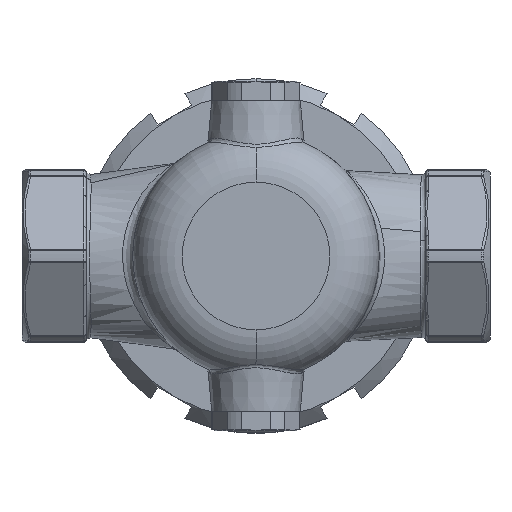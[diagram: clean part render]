
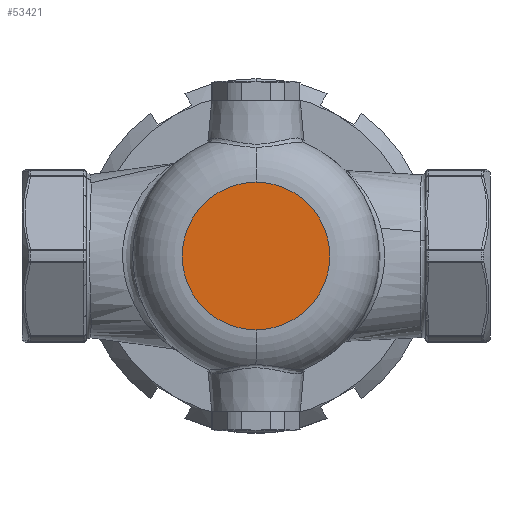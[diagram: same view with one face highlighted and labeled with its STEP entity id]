
A CAD part, front view. The second image highlights one B-rep face of the part: STEP entity #53421.
In plain terms, the highlighted planar face has unit normal (0, -1, 0).
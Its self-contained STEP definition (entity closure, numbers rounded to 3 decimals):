
#2552 = CARTESIAN_POINT ( 'NONE',  ( 0., -33.5, -15. ) ) ;
#5588 = CARTESIAN_POINT ( 'NONE',  ( 0., -33.5, 0. ) ) ;
#9524 = CARTESIAN_POINT ( 'NONE',  ( 0., -33.5, 15. ) ) ;
#11125 = AXIS2_PLACEMENT_3D ( 'NONE', #5588, #50338, #12016 ) ;
#11733 = ORIENTED_EDGE ( 'NONE', *, *, #27061, .F. ) ;
#12016 = DIRECTION ( 'NONE',  ( 0., 0., -1. ) ) ;
#14358 = DIRECTION ( 'NONE',  ( 0., -1., 0. ) ) ;
#16521 = AXIS2_PLACEMENT_3D ( 'NONE', #52661, #14358, #59070 ) ;
#19552 = CARTESIAN_POINT ( 'NONE',  ( 0., -33.5, 0. ) ) ;
#21378 = AXIS2_PLACEMENT_3D ( 'NONE', #19552, #64258, #25996 ) ;
#22199 = EDGE_CURVE ( 'NONE', #70032, #53026, #33355, .T. ) ;
#25996 = DIRECTION ( 'NONE',  ( 0., 0., -1. ) ) ;
#27061 = EDGE_CURVE ( 'NONE', #53026, #70032, #28777, .T. ) ;
#28777 = CIRCLE ( 'NONE', #11125, 15. ) ;
#30196 = FACE_OUTER_BOUND ( 'NONE', #32171, .T. ) ;
#32171 = EDGE_LOOP ( 'NONE', ( #11733, #68310 ) ) ;
#33355 = CIRCLE ( 'NONE', #21378, 15. ) ;
#50338 = DIRECTION ( 'NONE',  ( 0., 1., 0. ) ) ;
#52661 = CARTESIAN_POINT ( 'NONE',  ( 0., -33.5, -15. ) ) ;
#53026 = VERTEX_POINT ( 'NONE', #2552 ) ;
#53421 = ADVANCED_FACE ( 'NONE', ( #30196 ), #58782, .T. ) ;
#58782 = PLANE ( 'NONE',  #16521 ) ;
#59070 = DIRECTION ( 'NONE',  ( 0., 0., 1. ) ) ;
#64258 = DIRECTION ( 'NONE',  ( 0., 1., 0. ) ) ;
#68310 = ORIENTED_EDGE ( 'NONE', *, *, #22199, .F. ) ;
#70032 = VERTEX_POINT ( 'NONE', #9524 ) ;
